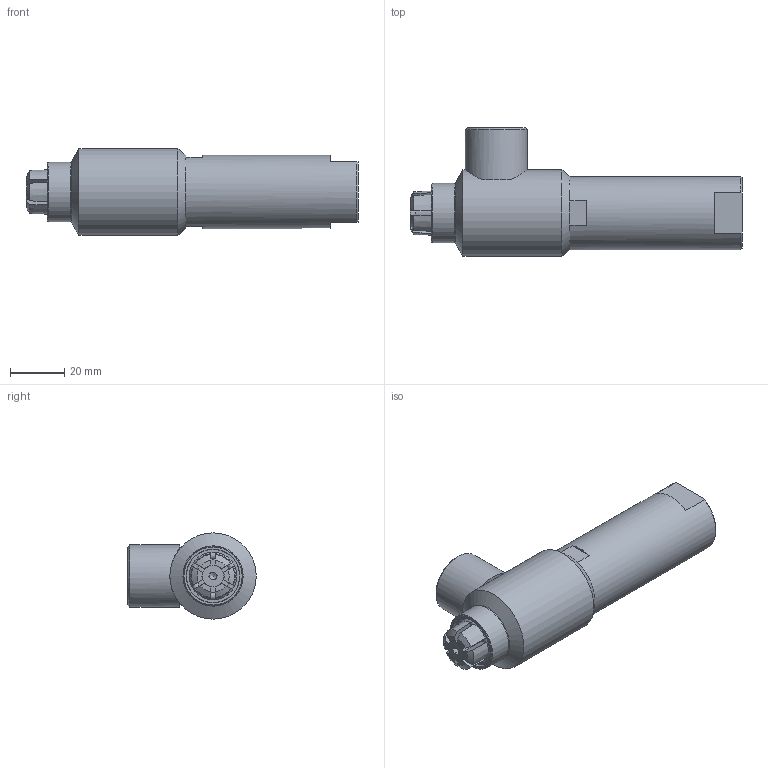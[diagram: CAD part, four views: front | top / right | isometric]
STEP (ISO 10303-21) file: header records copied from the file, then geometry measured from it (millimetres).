
FILE_DESCRIPTION(/* description */ (''),/* implementation_level */ '2;1');
FILE_NAME(/* name */ 'FNP062065.stp',/* time_stamp */ '2020-01-13T11:54:51-06:00',/* author */ ('jake.chandler'),/* organization */ ('FasTest,Inc.'),/* preprocessor_version */ 'ST-DEVELOPER v17.2',/* originating_system */ 'Autodesk Inventor 2019',/* authorisation */ '');
FILE_SCHEMA (('AUTOMOTIVE_DESIGN { 1 0 10303 214 3 1 1 }'));
Length unit declared in the file: inch
Products named in the file (1): FNP062065
Bounding box: 122.1 x 47.24 x 31.75 mm (x, y, z)
Volume: 76521.1 mm3; surface area: 14606.4 mm2
Topology: 1 solids, 1 shells, 96 faces, 261 edges, 173 vertices
Faces by surface type: plane 56, cone 29, cylinder 9, torus 2
Full cylindrical faces by diameter (mm): 2.769 x1, 6.655 x1, 7.925 x1, 7.95 x1, 11.125 x1, 21.895 x1, 22.86 x1, 26.924 x1, 31.75 x1
Entity records: 3394 total; most frequent: CARTESIAN_POINT 878, ORIENTED_EDGE 520, DIRECTION 486, EDGE_CURVE 260, AXIS2_PLACEMENT_3D 195, VERTEX_POINT 173, EDGE_LOOP 103, CIRCLE 98
